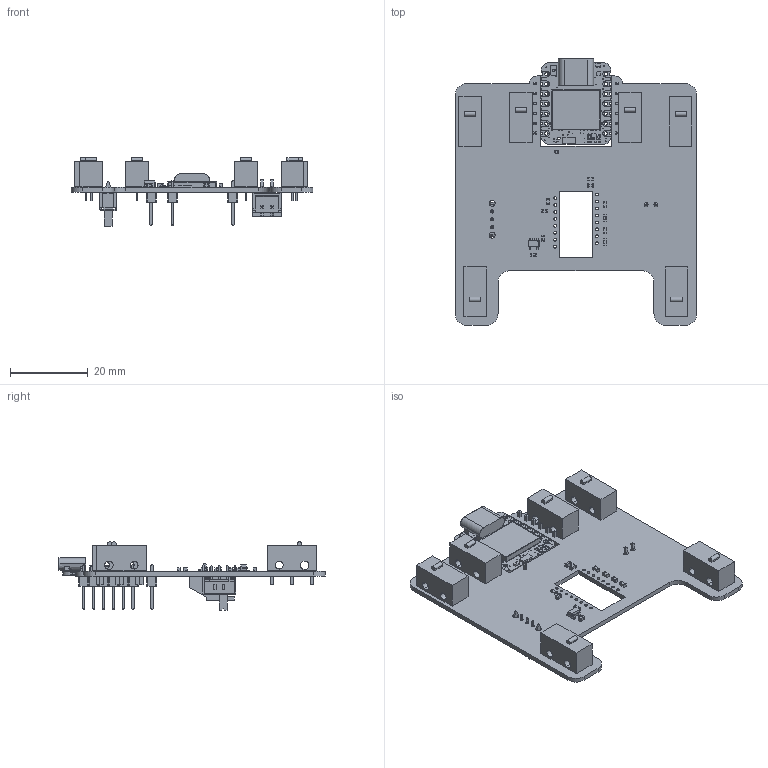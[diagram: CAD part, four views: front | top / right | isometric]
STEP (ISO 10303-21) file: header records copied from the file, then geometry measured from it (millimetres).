
FILE_DESCRIPTION(('KiCad electronic assembly'),'2;1');
FILE_NAME('sensor.step','2025-08-18T14:56:58',('Pcbnew'),('Kicad'), 'Open CASCADE STEP processor 7.9','KiCad to STEP converter','Unknown' );
FILE_SCHEMA(('AUTOMOTIVE_DESIGN { 1 0 10303 214 1 1 1 1 }'));
Length unit declared in the file: millimetre
Products named in the file (14): sensor 1; SOT-23-5; C_0603_1608Metric; Seeed Studio XIAO nRF52840; sensor 1.8.1; D2F-01F_3pins; D2F_01F_BASE; D2F_01F_ACTUATOR; R_0603_1608Metric; PinHeader_1x06_P2.54mm_Vertical; SW_Slide_SPDT_Straight_CK_OS102011MS2Q; PinHeader_1x01_P2.54mm_Vertical; JST_XH_S2B-XH-A-1_1x02_P2.50mm_Horizontal; sensor_PCB
Assembly tree (27 placements, depth 3):
  sensor 1
    SOT-23-5
    C_0603_1608Metric  x9
    Seeed Studio XIAO nRF52840
      sensor 1.8.1
    D2F-01F_3pins  x6
      D2F_01F_BASE
      D2F_01F_ACTUATOR
    R_0603_1608Metric
    PinHeader_1x06_P2.54mm_Vertical  x2
    SW_Slide_SPDT_Straight_CK_OS102011MS2Q
    PinHeader_1x01_P2.54mm_Vertical
    JST_XH_S2B-XH-A-1_1x02_P2.50mm_Horizontal
    sensor_PCB
Bounding box: 62 x 68.45 x 17.57 mm (x, y, z)
Volume: 7106 mm3; surface area: 13283.6 mm2
Topology: 137 solids, 137 shells, 3349 faces, 8728 edges, 5739 vertices
Faces by surface type: plane 2775, cylinder 539, bspline 22, extrusion 13
Full cylindrical faces by diameter (mm): 0.203 x125, 0.254 x3, 0.6 x2, 0.648 x1, 0.7 x18, 0.8 x3, 0.85 x42, 1 x3, 1.2 x18, 1.219 x8, 1.5 x2
Entity records: 90869 total; most frequent: CARTESIAN_POINT 15397, ORIENTED_EDGE 14666, DIRECTION 13671, EDGE_CURVE 7333, VECTOR 6445, LINE 6432, VERTEX_POINT 4825, AXIS2_PLACEMENT_3D 3613
